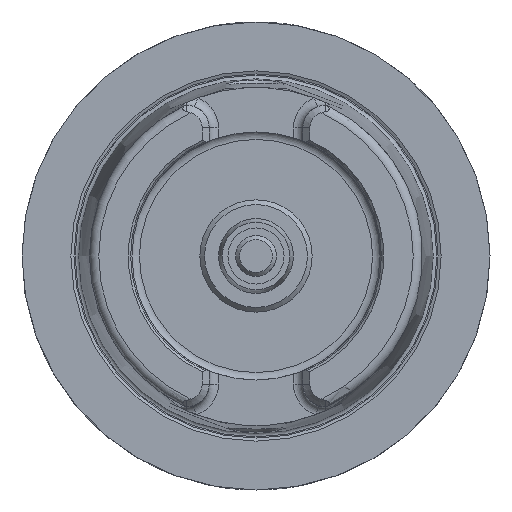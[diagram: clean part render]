
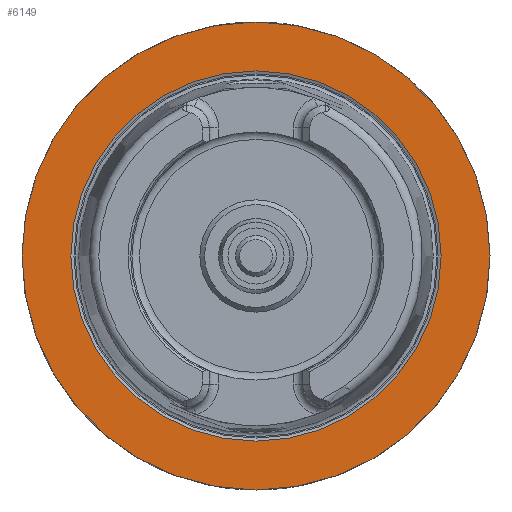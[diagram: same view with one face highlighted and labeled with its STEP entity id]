
A CAD part, left-side view. The second image highlights one B-rep face of the part: STEP entity #6149.
In plain terms, the highlighted planar face has unit normal (-1, 0, 0).
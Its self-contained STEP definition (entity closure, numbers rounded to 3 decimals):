
#5335=CARTESIAN_POINT('',(0.,50.0,0.0));
#5336=VERTEX_POINT('',#5335);
#5337=CARTESIAN_POINT('',(0.,0.,0.0));
#5338=DIRECTION('',(1.0,0.0,0.0));
#5339=DIRECTION('',(0.0,1.0,0.0));
#5340=AXIS2_PLACEMENT_3D('',#5337,#5338,#5339);
#5341=CIRCLE('',#5340,50.0);
#5342=EDGE_CURVE('',#5336,#5336,#5341,.T.);
#6123=CARTESIAN_POINT('',(0.,39.55,0.0));
#6124=VERTEX_POINT('',#6123);
#6125=CARTESIAN_POINT('',(0.,0.,0.0));
#6126=DIRECTION('',(1.0,0.0,0.0));
#6127=DIRECTION('',(0.0,1.0,0.0));
#6128=AXIS2_PLACEMENT_3D('',#6125,#6126,#6127);
#6129=CIRCLE('',#6128,39.55);
#6130=EDGE_CURVE('',#6124,#6124,#6129,.T.);
#6138=CARTESIAN_POINT('',(0.,44.775,0.0));
#6139=DIRECTION('',(-1.0,0.0,0.0));
#6140=DIRECTION('',(0.0,0.0,1.0));
#6141=AXIS2_PLACEMENT_3D('',#6138,#6139,#6140);
#6142=PLANE('',#6141);
#6143=ORIENTED_EDGE('',*,*,#5342,.F.);
#6144=EDGE_LOOP('',(#6143));
#6145=FACE_OUTER_BOUND('',#6144,.T.);
#6146=ORIENTED_EDGE('',*,*,#6130,.T.);
#6147=EDGE_LOOP('',(#6146));
#6148=FACE_BOUND('',#6147,.T.);
#6149=ADVANCED_FACE('',(#6145,#6148),#6142,.T.);
